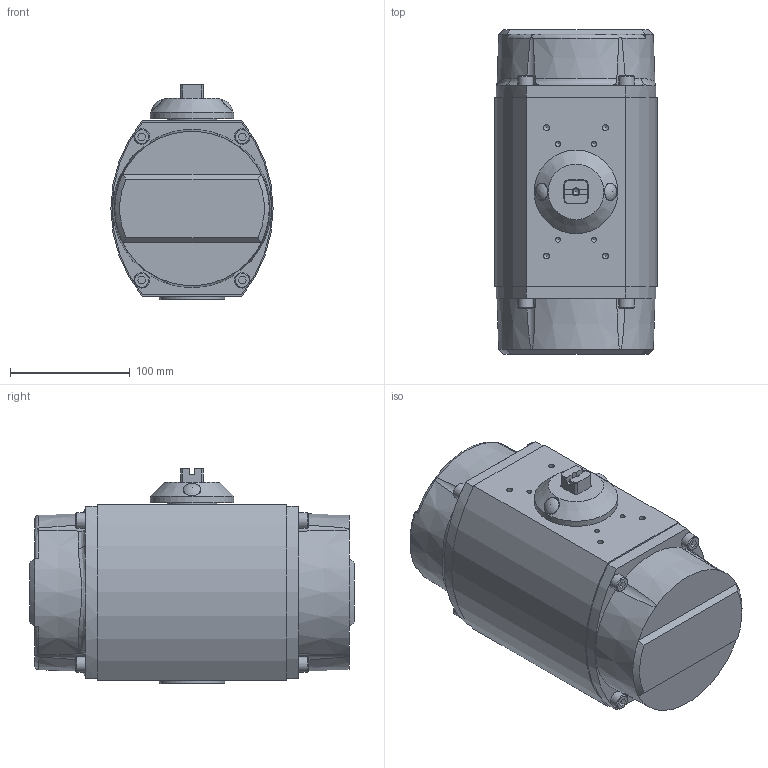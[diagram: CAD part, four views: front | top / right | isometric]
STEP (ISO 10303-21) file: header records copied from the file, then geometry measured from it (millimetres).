
FILE_DESCRIPTION((''),'2;1');
FILE_NAME('GA-25-40R-EU-A-1.stp','2011-05-16T13:05:24',('jaday'),(''),'Autodesk Inventor 2009','Autodesk Inventor 2009','');
FILE_SCHEMA(('AUTOMOTIVE_DESIGN { 1 0 10303 214 1 1 1 1 }'));
Length unit declared in the file: millimetre
Products named in the file (12): GA-25-40R-EU-A-1; GA-BR8425-10480-A-1; GA-B08425-12250-A-1; GA-B08425-12150-A-1; GA-BR8425-18480-A-1; GA-B08425-34050-A-1; GA-B08400-34051-W-A-1; GA-M28-0-000-A0A-A-1; GA-B08425-52100-A-1; GA-B08425-28300-A-1; GA-B08420-22100-A-1; B08425-31100-A-1
Assembly tree (19 placements, depth 2):
  GA-25-40R-EU-A-1
    GA-BR8425-10480-A-1
    GA-B08425-12250-A-1
    GA-B08425-12150-A-1
    GA-BR8425-18480-A-1
    GA-B08425-34050-A-1
    GA-B08400-34051-W-A-1  x2
    GA-M28-0-000-A0A-A-1
    GA-B08425-52100-A-1
    GA-B08425-28300-A-1
    GA-B08420-22100-A-1
    B08425-31100-A-1  x8
Bounding box: 135.5 x 271.01 x 179.9 mm (x, y, z)
Volume: 2632601.9 mm3; surface area: 337222.6 mm2
Topology: 19 solids, 19 shells, 431 faces, 1043 edges, 678 vertices
Faces by surface type: plane 205, cylinder 102, cone 62, bspline 54, torus 6, sphere 2
Full cylindrical faces by diameter (mm): 4.917 x4, 6.5 x1, 6.647 x8, 8 x8, 8.85 x8, 10.7 x1, 13 x8, 14.15 x2, 17.9 x1, 26.495 x1, 26.6 x1, 27.985 x2, 28.105 x1, 28.3 x2, 31.38 x1, 38.329 x1, 41.3 x2, 44.275 x1, 44.435 x1, 45.75 x1, 47.88 x1, 48.85 x1, 54.945 x1, 55.08 x1, 65.75 x1, 69.75 x1, 120.74 x1
Entity records: 11845 total; most frequent: CARTESIAN_POINT 4448, DIRECTION 1454, ORIENTED_EDGE 1328, EDGE_CURVE 664, AXIS2_PLACEMENT_3D 592, EDGE_LOOP 490, VERTEX_POINT 486, FACE_OUTER_BOUND 327
